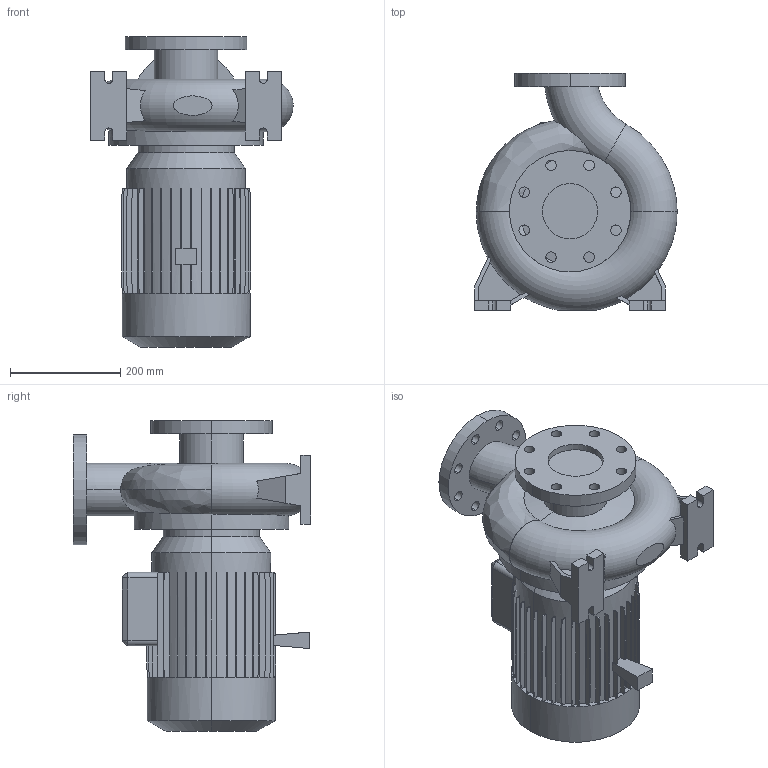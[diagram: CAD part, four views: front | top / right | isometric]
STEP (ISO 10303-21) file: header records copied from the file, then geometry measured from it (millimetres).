
FILE_DESCRIPTION (( 'STEP AP214' ), '1' );
FILE_NAME ('10010797swp02.step', '2023-01-20T15:07:42', ( '' ), ( '' ), 'SwSTEP 2.0', 'SolidWorks 2020', '' );
FILE_SCHEMA (( 'AUTOMOTIVE_DESIGN' ));
Length unit declared in the file: millimetre
Products named in the file (1): 10010797swp02
Bounding box: 366.49 x 430 x 563 mm (x, y, z)
Volume: 27010273.9 mm3; surface area: 984845.3 mm2
Topology: 1 solids, 1 shells, 402 faces, 1158 edges, 768 vertices
Faces by surface type: plane 317, cylinder 68, cone 10, torus 5, bspline 2
Entity records: 14787 total; most frequent: CARTESIAN_POINT 4037, ORIENTED_EDGE 2316, DIRECTION 2122, EDGE_CURVE 1158, LINE 890, VECTOR 890, VERTEX_POINT 768, AXIS2_PLACEMENT_3D 616
